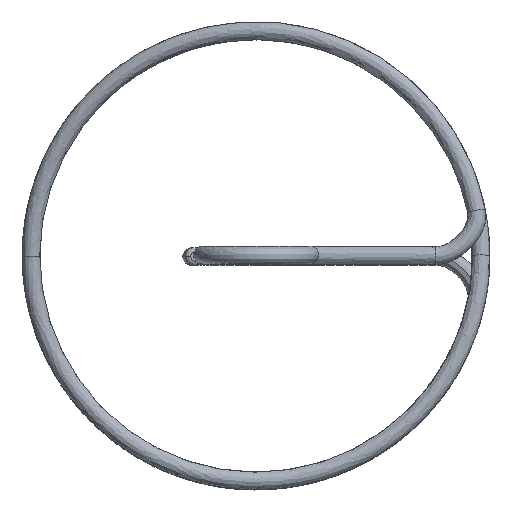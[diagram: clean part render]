
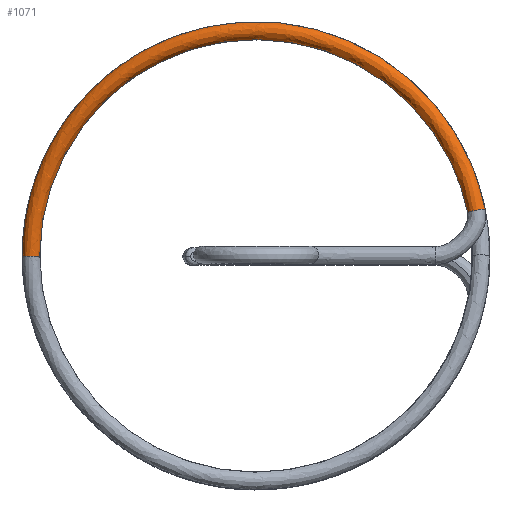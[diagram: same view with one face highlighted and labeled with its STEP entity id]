
A CAD part, top view. The second image highlights one B-rep face of the part: STEP entity #1071.
In plain terms, the highlighted free-form (B-spline) face has degree [5, 5] with [9, 6] control points.
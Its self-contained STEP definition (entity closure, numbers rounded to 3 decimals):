
#773 = VERTEX_POINT('',#774);
#774 = CARTESIAN_POINT('',(35.086,7.082,
    61.321));
#790 = VERTEX_POINT('',#791);
#791 = CARTESIAN_POINT('',(32.389,6.533,
    61.272));
#893 = EDGE_CURVE('',#773,#790,#894,.T.);
#894 = ( BOUNDED_CURVE() B_SPLINE_CURVE(5,(#895,#896,#897,#898,#899,#900
),.UNSPECIFIED.,.T.,.F.) B_SPLINE_CURVE_WITH_KNOTS((6,6),(0.,
6.283),.PIECEWISE_BEZIER_KNOTS.) CURVE() 
GEOMETRIC_REPRESENTATION_ITEM() RATIONAL_B_SPLINE_CURVE((1.,0.2,0.2,0.2,
0.2,1.)) REPRESENTATION_ITEM('') );
#895 = CARTESIAN_POINT('',(35.086,7.082,
    61.321));
#896 = CARTESIAN_POINT('',(34.887,7.575,66.802
    ));
#897 = CARTESIAN_POINT('',(29.591,6.23,
    63.964));
#898 = CARTESIAN_POINT('',(29.791,5.737,
    58.483));
#899 = CARTESIAN_POINT('',(35.286,6.588,
    55.84));
#900 = CARTESIAN_POINT('',(35.086,7.082,
    61.321));
#980 = EDGE_CURVE('',#981,#773,#983,.T.);
#981 = VERTEX_POINT('',#982);
#982 = CARTESIAN_POINT('',(-35.76,0.029,
    51.324));
#983 = B_SPLINE_CURVE_WITH_KNOTS('',5,(#984,#985,#986,#987,#988,#989,
    #990,#991,#992),.UNSPECIFIED.,.F.,.F.,(6,3,6),(0.,38.017,
    73.972),.UNSPECIFIED.);
#984 = CARTESIAN_POINT('',(-35.76,0.029,
    51.324));
#985 = CARTESIAN_POINT('',(-35.753,10.855,
    52.325));
#986 = CARTESIAN_POINT('',(-31.652,21.677,
    53.343));
#987 = CARTESIAN_POINT('',(-23.467,30.362,
    54.373));
#988 = CARTESIAN_POINT('',(-2.902,39.562,
    56.406));
#989 = CARTESIAN_POINT('',(18.581,33.27,
    58.438));
#990 = CARTESIAN_POINT('',(27.436,26.447,
    59.412));
#991 = CARTESIAN_POINT('',(33.059,17.128,
    60.375));
#992 = CARTESIAN_POINT('',(35.086,7.082,
    61.321));
#995 = VERTEX_POINT('',#996);
#996 = CARTESIAN_POINT('',(-33.074,-0.029,
    51.927));
#1005 = EDGE_CURVE('',#995,#790,#1006,.T.);
#1006 = B_SPLINE_CURVE_WITH_KNOTS('',5,(#1007,#1008,#1009,#1010,#1011,
    #1012,#1013,#1014,#1015),.UNSPECIFIED.,.F.,.F.,(6,3,6),(0.,
    38.017,73.972),.UNSPECIFIED.);
#1007 = CARTESIAN_POINT('',(-33.074,-0.029,
    51.927));
#1008 = CARTESIAN_POINT('',(-33.082,9.985,
    52.917));
#1009 = CARTESIAN_POINT('',(-29.295,20.004,
    53.889));
#1010 = CARTESIAN_POINT('',(-21.717,28.036,
    54.838));
#1011 = CARTESIAN_POINT('',(-2.701,36.534,
    56.677));
#1012 = CARTESIAN_POINT('',(17.148,30.716,
    58.518));
#1013 = CARTESIAN_POINT('',(25.327,24.413,
    59.417));
#1014 = CARTESIAN_POINT('',(30.518,15.807,
    60.337));
#1015 = CARTESIAN_POINT('',(32.389,6.533,
    61.272));
#1071 = ADVANCED_FACE('',(#1072),#1086,.F.);
#1072 = FACE_BOUND('',#1073,.F.);
#1073 = EDGE_LOOP('',(#1074,#1075,#1076,#1085));
#1074 = ORIENTED_EDGE('',*,*,#893,.T.);
#1075 = ORIENTED_EDGE('',*,*,#1005,.F.);
#1076 = ORIENTED_EDGE('',*,*,#1077,.F.);
#1077 = EDGE_CURVE('',#981,#995,#1078,.T.);
#1078 = ( BOUNDED_CURVE() B_SPLINE_CURVE(5,(#1079,#1080,#1081,#1082,
#1083,#1084),.UNSPECIFIED.,.T.,.F.) B_SPLINE_CURVE_WITH_KNOTS((6,6),(0.,
6.283),.PIECEWISE_BEZIER_KNOTS.) CURVE() 
GEOMETRIC_REPRESENTATION_ITEM() RATIONAL_B_SPLINE_CURVE((1.,0.2,0.2,0.2,
0.2,1.)) REPRESENTATION_ITEM('') );
#1079 = CARTESIAN_POINT('',(-35.76,0.029,
    51.324));
#1080 = CARTESIAN_POINT('',(-36.972,-0.482,
    56.672));
#1081 = CARTESIAN_POINT('',(-30.994,-0.342,
    55.204));
#1082 = CARTESIAN_POINT('',(-29.783,0.169,
    49.857));
#1083 = CARTESIAN_POINT('',(-34.549,0.539,
    45.977));
#1084 = CARTESIAN_POINT('',(-35.76,0.029,
    51.324));
#1085 = ORIENTED_EDGE('',*,*,#980,.T.);
#1086 = ( BOUNDED_SURFACE() B_SPLINE_SURFACE(5,5,(
    (#1087,#1088,#1089,#1090,#1091,#1092)
    ,(#1093,#1094,#1095,#1096,#1097,#1098)
    ,(#1099,#1100,#1101,#1102,#1103,#1104)
    ,(#1105,#1106,#1107,#1108,#1109,#1110)
    ,(#1111,#1112,#1113,#1114,#1115,#1116)
    ,(#1117,#1118,#1119,#1120,#1121,#1122)
    ,(#1123,#1124,#1125,#1126,#1127,#1128)
    ,(#1129,#1130,#1131,#1132,#1133,#1134)
    ,(#1135,#1136,#1137,#1138,#1139,#1140
)),.UNSPECIFIED.,.F.,.F.,.F.) B_SPLINE_SURFACE_WITH_KNOTS((6,3,6),(6,6),
  (0.,38.017,73.972),(0.,6.283),.UNSPECIFIED.) 
GEOMETRIC_REPRESENTATION_ITEM() RATIONAL_B_SPLINE_SURFACE((
    (1.,0.2,0.2,0.2,0.2,1.)
    ,(1.,0.2,0.2,0.2,0.2,1.)
    ,(1.,0.2,0.2,0.2,0.2,1.)
    ,(1.,0.2,0.2,0.2,0.2,1.)
    ,(1.,0.2,0.2,0.2,0.2,1.)
    ,(1.,0.2,0.2,0.2,0.2,1.)
    ,(1.,0.2,0.2,0.2,0.2,1.)
    ,(1.,0.2,0.2,0.2,0.2,1.)
,(1.,0.2,0.2,0.2,0.2,1.))) REPRESENTATION_ITEM('') SURFACE() );
#1087 = CARTESIAN_POINT('',(-35.76,0.029,
    51.324));
#1088 = CARTESIAN_POINT('',(-36.972,-0.482,
    56.672));
#1089 = CARTESIAN_POINT('',(-30.994,-0.342,
    55.204));
#1090 = CARTESIAN_POINT('',(-29.783,0.169,
    49.857));
#1091 = CARTESIAN_POINT('',(-34.549,0.539,
    45.977));
#1092 = CARTESIAN_POINT('',(-35.76,0.029,
    51.324));
#1093 = CARTESIAN_POINT('',(-35.753,10.855,
    52.325));
#1094 = CARTESIAN_POINT('',(-37.097,10.711,
    57.677));
#1095 = CARTESIAN_POINT('',(-31.083,9.043,
    56.186));
#1096 = CARTESIAN_POINT('',(-29.739,9.188,50.833
    ));
#1097 = CARTESIAN_POINT('',(-34.408,10.999,
    46.972));
#1098 = CARTESIAN_POINT('',(-35.753,10.855,
    52.325));
#1099 = CARTESIAN_POINT('',(-31.652,21.677,
    53.343));
#1100 = CARTESIAN_POINT('',(-32.919,21.94,
    58.717));
#1101 = CARTESIAN_POINT('',(-27.572,18.461,
    57.121));
#1102 = CARTESIAN_POINT('',(-26.305,18.198,
    51.748));
#1103 = CARTESIAN_POINT('',(-30.385,21.414,
    47.97));
#1104 = CARTESIAN_POINT('',(-31.652,21.677,
    53.343));
#1105 = CARTESIAN_POINT('',(-23.467,30.362,
    54.373));
#1106 = CARTESIAN_POINT('',(-24.429,30.865,
    59.781));
#1107 = CARTESIAN_POINT('',(-20.448,25.961,
    58.007));
#1108 = CARTESIAN_POINT('',(-19.486,25.458,
    52.599));
#1109 = CARTESIAN_POINT('',(-22.505,29.859,
    48.965));
#1110 = CARTESIAN_POINT('',(-23.467,30.362,
    54.373));
#1111 = CARTESIAN_POINT('',(-2.902,39.562,
    56.406));
#1112 = CARTESIAN_POINT('',(-3.381,40.127,
    61.87));
#1113 = CARTESIAN_POINT('',(-2.739,33.788,
    59.679));
#1114 = CARTESIAN_POINT('',(-2.26,33.223,
    54.216));
#1115 = CARTESIAN_POINT('',(-2.423,38.998,
    50.943));
#1116 = CARTESIAN_POINT('',(-2.902,39.562,
    56.406));
#1117 = CARTESIAN_POINT('',(18.581,33.27,
    58.438));
#1118 = CARTESIAN_POINT('',(18.259,33.657,
    63.922));
#1119 = CARTESIAN_POINT('',(15.553,28.356,
    61.34));
#1120 = CARTESIAN_POINT('',(15.875,27.968,
    55.856));
#1121 = CARTESIAN_POINT('',(18.903,32.882,
    52.954));
#1122 = CARTESIAN_POINT('',(18.581,33.27,
    58.438));
#1123 = CARTESIAN_POINT('',(27.436,26.447,
    59.412));
#1124 = CARTESIAN_POINT('',(27.078,26.812,
    64.895));
#1125 = CARTESIAN_POINT('',(23.038,22.563,
    62.164));
#1126 = CARTESIAN_POINT('',(23.397,22.198,
    56.681));
#1127 = CARTESIAN_POINT('',(27.794,26.081,
    53.929));
#1128 = CARTESIAN_POINT('',(27.436,26.447,
    59.412));
#1129 = CARTESIAN_POINT('',(33.059,17.128,
    60.375));
#1130 = CARTESIAN_POINT('',(32.738,17.568,
    65.856));
#1131 = CARTESIAN_POINT('',(27.817,14.707,
    63.039));
#1132 = CARTESIAN_POINT('',(28.137,14.266,
    57.558));
#1133 = CARTESIAN_POINT('',(33.379,16.687,
    54.893));
#1134 = CARTESIAN_POINT('',(33.059,17.128,
    60.375));
#1135 = CARTESIAN_POINT('',(35.086,7.082,
    61.321));
#1136 = CARTESIAN_POINT('',(34.887,7.575,
    66.802));
#1137 = CARTESIAN_POINT('',(29.591,6.23,
    63.964));
#1138 = CARTESIAN_POINT('',(29.791,5.737,
    58.483));
#1139 = CARTESIAN_POINT('',(35.286,6.588,
    55.84));
#1140 = CARTESIAN_POINT('',(35.086,7.082,
    61.321));
